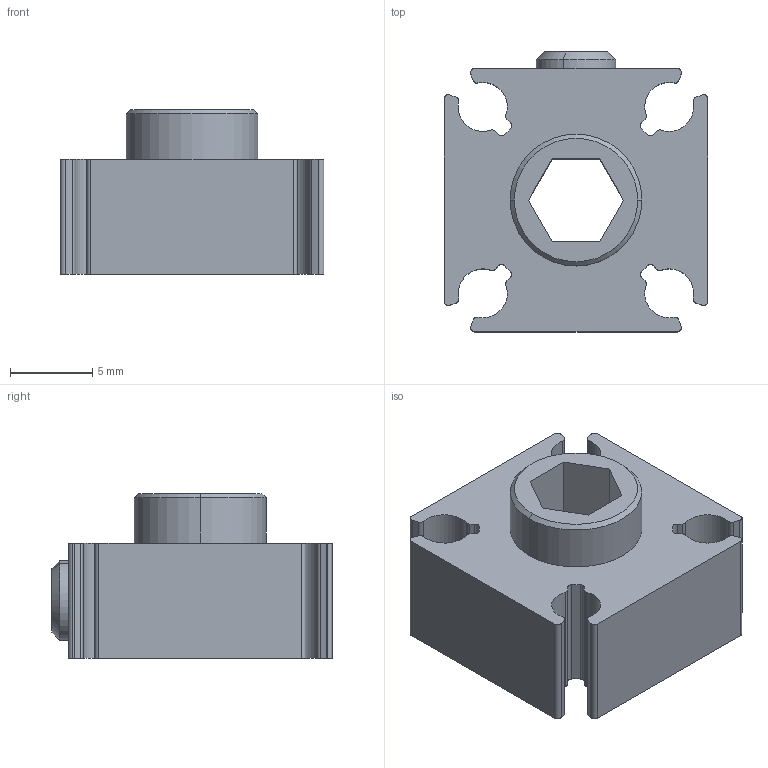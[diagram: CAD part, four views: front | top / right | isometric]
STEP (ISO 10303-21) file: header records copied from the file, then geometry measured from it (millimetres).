
FILE_DESCRIPTION (( 'STEP AP214' ), '1' );
FILE_NAME ('am-3669 5mm Single Boss Hex Nub with Set Screw REV2.STEP', '2018-07-23T18:00:40', ( '' ), ( '' ), 'SwSTEP 2.0', 'SolidWorks 2018', '' );
FILE_SCHEMA (( 'AUTOMOTIVE_DESIGN' ));
Length unit declared in the file: millimetre
Products named in the file (3): ip-3669 5mm Hex Single Boss Nub; am-3669 5mm Single Boss Hex Nub with Set Screw REV2; 10-32 x 0.25 Set Screw Cup Point
Assembly tree (2 placements, depth 2):
  am-3669 5mm Single Boss Hex Nub with Set Screw REV2
    ip-3669 5mm Hex Single Boss Nub
    10-32 x 0.25 Set Screw Cup Point
Bounding box: 16 x 17 x 10 mm (x, y, z)
Volume: 1461.2 mm3; surface area: 1475.9 mm2
Topology: 2 solids, 2 shells, 108 faces, 304 edges, 199 vertices
Faces by surface type: cylinder 58, plane 42, cone 8
Entity records: 3654 total; most frequent: DIRECTION 650, CARTESIAN_POINT 620, ORIENTED_EDGE 604, EDGE_CURVE 302, AXIS2_PLACEMENT_3D 237, VERTEX_POINT 199, LINE 176, VECTOR 176
